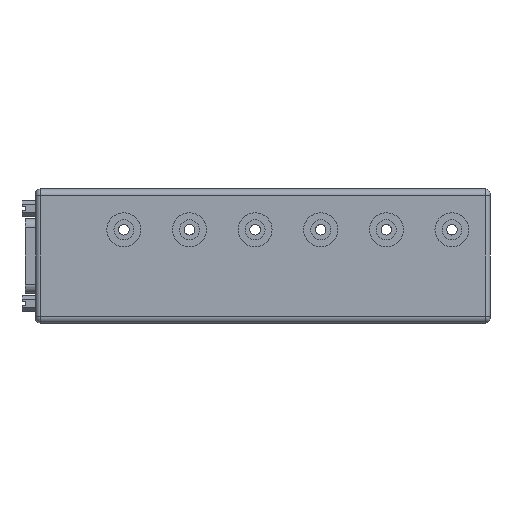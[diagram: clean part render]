
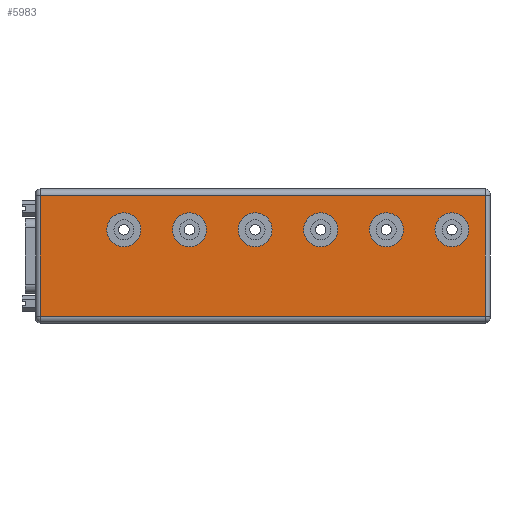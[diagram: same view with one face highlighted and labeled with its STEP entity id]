
A CAD part, front view. The second image highlights one B-rep face of the part: STEP entity #5983.
In plain terms, the highlighted planar face has unit normal (0, -1, 0).
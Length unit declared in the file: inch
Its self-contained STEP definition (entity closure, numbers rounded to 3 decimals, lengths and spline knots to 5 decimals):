
#26 = EDGE_CURVE ( 'NONE', #8159, #2790, #7494, .T. ) ;
#35 = DIRECTION ( 'NONE',  ( -1., 0., 0. ) ) ;
#45 = ORIENTED_EDGE ( 'NONE', *, *, #3567, .F. ) ;
#138 = DIRECTION ( 'NONE',  ( 0., -1., 0. ) ) ;
#225 = VERTEX_POINT ( 'NONE', #8213 ) ;
#230 = DIRECTION ( 'NONE',  ( 0., 0., 1. ) ) ;
#238 = CARTESIAN_POINT ( 'NONE',  ( 5.747, 0., -0.7975 ) ) ;
#306 = DIRECTION ( 'NONE',  ( 0., 0., 1. ) ) ;
#327 = ORIENTED_EDGE ( 'NONE', *, *, #1016, .F. ) ;
#370 = DIRECTION ( 'NONE',  ( 0., -1., 0. ) ) ;
#391 = DIRECTION ( 'NONE',  ( 0., -1., 0. ) ) ;
#404 = CIRCLE ( 'NONE', #8056, 0.2345 ) ;
#526 = LINE ( 'NONE', #2893, #6100 ) ;
#605 = DIRECTION ( 'NONE',  ( 0., 0., 1. ) ) ;
#637 = EDGE_CURVE ( 'NONE', #7443, #6078, #2884, .T. ) ;
#662 = DIRECTION ( 'NONE',  ( 0., -1., 0. ) ) ;
#721 = AXIS2_PLACEMENT_3D ( 'NONE', #5608, #1229, #6331 ) ;
#877 = VECTOR ( 'NONE', #35, 39.37008 ) ;
#948 = VERTEX_POINT ( 'NONE', #238 ) ;
#1016 = EDGE_CURVE ( 'NONE', #3673, #948, #2879, .T. ) ;
#1079 = CIRCLE ( 'NONE', #3327, 0.2345 ) ;
#1115 = CIRCLE ( 'NONE', #2243, 0.2345 ) ;
#1161 = ORIENTED_EDGE ( 'NONE', *, *, #1256, .T. ) ;
#1229 = DIRECTION ( 'NONE',  ( 0., -1., 0. ) ) ;
#1256 = EDGE_CURVE ( 'NONE', #8553, #3738, #4733, .T. ) ;
#1264 = CARTESIAN_POINT ( 'NONE',  ( 0.0625, 0., -0.09 ) ) ;
#1340 = CIRCLE ( 'NONE', #3225, 0.2345 ) ;
#1365 = ORIENTED_EDGE ( 'NONE', *, *, #3142, .F. ) ;
#1371 = AXIS2_PLACEMENT_3D ( 'NONE', #9314, #4985, #605 ) ;
#1448 = CARTESIAN_POINT ( 'NONE',  ( 4.841, 0., -0.7975 ) ) ;
#1502 = CARTESIAN_POINT ( 'NONE',  ( 6.272, 0., -1.76 ) ) ;
#1566 = DIRECTION ( 'NONE',  ( 0., 1., 0. ) ) ;
#1655 = CARTESIAN_POINT ( 'NONE',  ( 4.841, 0., -0.3285 ) ) ;
#1771 = EDGE_LOOP ( 'NONE', ( #2814, #45 ) ) ;
#1833 = AXIS2_PLACEMENT_3D ( 'NONE', #9008, #4671, #306 ) ;
#1912 = ORIENTED_EDGE ( 'NONE', *, *, #8384, .T. ) ;
#2093 = EDGE_CURVE ( 'NONE', #3533, #225, #3957, .T. ) ;
#2104 = FACE_BOUND ( 'NONE', #4251, .T. ) ;
#2182 = DIRECTION ( 'NONE',  ( 0., -1., 0. ) ) ;
#2232 = CARTESIAN_POINT ( 'NONE',  ( 0.0625, 0., -1.76 ) ) ;
#2243 = AXIS2_PLACEMENT_3D ( 'NONE', #7972, #3634, #8702 ) ;
#2306 = PLANE ( 'NONE',  #4177 ) ;
#2349 = DIRECTION ( 'NONE',  ( 0., -1., 0. ) ) ;
#2522 = EDGE_LOOP ( 'NONE', ( #327, #6297 ) ) ;
#2550 = ORIENTED_EDGE ( 'NONE', *, *, #7356, .F. ) ;
#2552 = VECTOR ( 'NONE', #3275, 39.37008 ) ;
#2605 = EDGE_CURVE ( 'NONE', #6759, #9345, #6457, .T. ) ;
#2790 = VERTEX_POINT ( 'NONE', #4696 ) ;
#2808 = CARTESIAN_POINT ( 'NONE',  ( 3.029, 0., -0.7975 ) ) ;
#2814 = ORIENTED_EDGE ( 'NONE', *, *, #3527, .F. ) ;
#2815 = LINE ( 'NONE', #1502, #877 ) ;
#2879 = CIRCLE ( 'NONE', #1833, 0.2345 ) ;
#2884 = CIRCLE ( 'NONE', #6290, 0.2345 ) ;
#2893 = CARTESIAN_POINT ( 'NONE',  ( 6.2095, 0., -0.09 ) ) ;
#2931 = ORIENTED_EDGE ( 'NONE', *, *, #5540, .T. ) ;
#3056 = DIRECTION ( 'NONE',  ( 0., 0., 1. ) ) ;
#3105 = CARTESIAN_POINT ( 'NONE',  ( 0.0625, 0., -0.09 ) ) ;
#3142 = EDGE_CURVE ( 'NONE', #2790, #8159, #404, .T. ) ;
#3225 = AXIS2_PLACEMENT_3D ( 'NONE', #6577, #2182, #7298 ) ;
#3275 = DIRECTION ( 'NONE',  ( -1., 0., 0. ) ) ;
#3297 = DIRECTION ( 'NONE',  ( 0., 0., 1. ) ) ;
#3327 = AXIS2_PLACEMENT_3D ( 'NONE', #5036, #662, #5768 ) ;
#3330 = CARTESIAN_POINT ( 'NONE',  ( 3.935, 0., -0.7975 ) ) ;
#3415 = AXIS2_PLACEMENT_3D ( 'NONE', #4002, #370, #3297 ) ;
#3416 = CIRCLE ( 'NONE', #721, 0.2345 ) ;
#3527 = EDGE_CURVE ( 'NONE', #6574, #7773, #8234, .T. ) ;
#3533 = VERTEX_POINT ( 'NONE', #7859 ) ;
#3567 = EDGE_CURVE ( 'NONE', #7773, #6574, #1079, .T. ) ;
#3634 = DIRECTION ( 'NONE',  ( 0., -1., 0. ) ) ;
#3673 = VERTEX_POINT ( 'NONE', #5146 ) ;
#3738 = VERTEX_POINT ( 'NONE', #3105 ) ;
#3820 = FACE_BOUND ( 'NONE', #2522, .T. ) ;
#3923 = DIRECTION ( 'NONE',  ( 0., -1., 0. ) ) ;
#3957 = CIRCLE ( 'NONE', #5255, 0.2345 ) ;
#4002 = CARTESIAN_POINT ( 'NONE',  ( 1.217, 0., -0.563 ) ) ;
#4070 = FACE_BOUND ( 'NONE', #9022, .T. ) ;
#4177 = AXIS2_PLACEMENT_3D ( 'NONE', #5957, #1566, #3056 ) ;
#4198 = CARTESIAN_POINT ( 'NONE',  ( 6.2095, 0., -1.76 ) ) ;
#4251 = EDGE_LOOP ( 'NONE', ( #7213, #6470 ) ) ;
#4506 = CARTESIAN_POINT ( 'NONE',  ( 3.029, 0., -0.563 ) ) ;
#4590 = EDGE_LOOP ( 'NONE', ( #8506, #5482 ) ) ;
#4591 = DIRECTION ( 'NONE',  ( 0., -1., 0. ) ) ;
#4605 = EDGE_CURVE ( 'NONE', #9345, #6759, #3416, .T. ) ;
#4671 = DIRECTION ( 'NONE',  ( 0., -1., 0. ) ) ;
#4696 = CARTESIAN_POINT ( 'NONE',  ( 1.217, 0., -0.3285 ) ) ;
#4733 = LINE ( 'NONE', #6918, #2552 ) ;
#4743 = VERTEX_POINT ( 'NONE', #4198 ) ;
#4761 = CARTESIAN_POINT ( 'NONE',  ( 2.123, 0., -0.563 ) ) ;
#4912 = CIRCLE ( 'NONE', #6530, 0.2345 ) ;
#4985 = DIRECTION ( 'NONE',  ( 0., -1., 0. ) ) ;
#5036 = CARTESIAN_POINT ( 'NONE',  ( 4.841, 0., -0.563 ) ) ;
#5146 = CARTESIAN_POINT ( 'NONE',  ( 5.747, 0., -0.3285 ) ) ;
#5170 = CARTESIAN_POINT ( 'NONE',  ( 6.2095, 0., -0.09 ) ) ;
#5236 = DIRECTION ( 'NONE',  ( 0., 0., 1. ) ) ;
#5255 = AXIS2_PLACEMENT_3D ( 'NONE', #4761, #391, #5499 ) ;
#5482 = ORIENTED_EDGE ( 'NONE', *, *, #4605, .F. ) ;
#5499 = DIRECTION ( 'NONE',  ( 0., 0., 1. ) ) ;
#5540 = EDGE_CURVE ( 'NONE', #4743, #8553, #526, .T. ) ;
#5608 = CARTESIAN_POINT ( 'NONE',  ( 3.029, 0., -0.563 ) ) ;
#5760 = FACE_BOUND ( 'NONE', #1771, .T. ) ;
#5768 = DIRECTION ( 'NONE',  ( 0., 0., 1. ) ) ;
#5803 = DIRECTION ( 'NONE',  ( 0., 0., 1. ) ) ;
#5957 = CARTESIAN_POINT ( 'NONE',  ( 6.272, 0., -0.09 ) ) ;
#5983 = ADVANCED_FACE ( 'NONE', ( #5992, #7694, #4070, #7913, #2104, #5760, #3820 ), #2306, .F. ) ;
#5992 = FACE_OUTER_BOUND ( 'NONE', #7146, .T. ) ;
#6078 = VERTEX_POINT ( 'NONE', #6080 ) ;
#6080 = CARTESIAN_POINT ( 'NONE',  ( 3.935, 0., -0.3285 ) ) ;
#6100 = VECTOR ( 'NONE', #5803, 39.37008 ) ;
#6290 = AXIS2_PLACEMENT_3D ( 'NONE', #6738, #2349, #7455 ) ;
#6297 = ORIENTED_EDGE ( 'NONE', *, *, #7765, .F. ) ;
#6331 = DIRECTION ( 'NONE',  ( 0., 0., 1. ) ) ;
#6335 = VECTOR ( 'NONE', #7818, 39.37008 ) ;
#6420 = ORIENTED_EDGE ( 'NONE', *, *, #2093, .F. ) ;
#6457 = CIRCLE ( 'NONE', #6676, 0.2345 ) ;
#6470 = ORIENTED_EDGE ( 'NONE', *, *, #637, .F. ) ;
#6530 = AXIS2_PLACEMENT_3D ( 'NONE', #8269, #3923, #9007 ) ;
#6574 = VERTEX_POINT ( 'NONE', #1655 ) ;
#6577 = CARTESIAN_POINT ( 'NONE',  ( 3.935, 0., -0.563 ) ) ;
#6676 = AXIS2_PLACEMENT_3D ( 'NONE', #4506, #138, #5236 ) ;
#6738 = CARTESIAN_POINT ( 'NONE',  ( 3.935, 0., -0.563 ) ) ;
#6759 = VERTEX_POINT ( 'NONE', #8479 ) ;
#6918 = CARTESIAN_POINT ( 'NONE',  ( 6.272, 0., -0.09 ) ) ;
#6959 = EDGE_LOOP ( 'NONE', ( #1365, #8586 ) ) ;
#7146 = EDGE_LOOP ( 'NONE', ( #9045, #2931, #1161, #1912 ) ) ;
#7213 = ORIENTED_EDGE ( 'NONE', *, *, #7777, .F. ) ;
#7298 = DIRECTION ( 'NONE',  ( 0., 0., 1. ) ) ;
#7356 = EDGE_CURVE ( 'NONE', #225, #3533, #4912, .T. ) ;
#7443 = VERTEX_POINT ( 'NONE', #3330 ) ;
#7455 = DIRECTION ( 'NONE',  ( 0., 0., 1. ) ) ;
#7494 = CIRCLE ( 'NONE', #3415, 0.2345 ) ;
#7694 = FACE_BOUND ( 'NONE', #6959, .T. ) ;
#7765 = EDGE_CURVE ( 'NONE', #948, #3673, #1115, .T. ) ;
#7773 = VERTEX_POINT ( 'NONE', #1448 ) ;
#7777 = EDGE_CURVE ( 'NONE', #6078, #7443, #1340, .T. ) ;
#7818 = DIRECTION ( 'NONE',  ( 0., 0., -1. ) ) ;
#7831 = EDGE_CURVE ( 'NONE', #4743, #8858, #2815, .T. ) ;
#7859 = CARTESIAN_POINT ( 'NONE',  ( 2.123, 0., -0.7975 ) ) ;
#7913 = FACE_BOUND ( 'NONE', #4590, .T. ) ;
#7972 = CARTESIAN_POINT ( 'NONE',  ( 5.747, 0., -0.563 ) ) ;
#8056 = AXIS2_PLACEMENT_3D ( 'NONE', #8943, #4591, #230 ) ;
#8159 = VERTEX_POINT ( 'NONE', #9089 ) ;
#8213 = CARTESIAN_POINT ( 'NONE',  ( 2.123, 0., -0.3285 ) ) ;
#8223 = LINE ( 'NONE', #1264, #6335 ) ;
#8234 = CIRCLE ( 'NONE', #1371, 0.2345 ) ;
#8269 = CARTESIAN_POINT ( 'NONE',  ( 2.123, 0., -0.563 ) ) ;
#8384 = EDGE_CURVE ( 'NONE', #3738, #8858, #8223, .T. ) ;
#8479 = CARTESIAN_POINT ( 'NONE',  ( 3.029, 0., -0.3285 ) ) ;
#8506 = ORIENTED_EDGE ( 'NONE', *, *, #2605, .F. ) ;
#8553 = VERTEX_POINT ( 'NONE', #5170 ) ;
#8586 = ORIENTED_EDGE ( 'NONE', *, *, #26, .F. ) ;
#8702 = DIRECTION ( 'NONE',  ( 0., 0., 1. ) ) ;
#8858 = VERTEX_POINT ( 'NONE', #2232 ) ;
#8943 = CARTESIAN_POINT ( 'NONE',  ( 1.217, 0., -0.563 ) ) ;
#9007 = DIRECTION ( 'NONE',  ( 0., 0., 1. ) ) ;
#9008 = CARTESIAN_POINT ( 'NONE',  ( 5.747, 0., -0.563 ) ) ;
#9022 = EDGE_LOOP ( 'NONE', ( #2550, #6420 ) ) ;
#9045 = ORIENTED_EDGE ( 'NONE', *, *, #7831, .F. ) ;
#9089 = CARTESIAN_POINT ( 'NONE',  ( 1.217, 0., -0.7975 ) ) ;
#9314 = CARTESIAN_POINT ( 'NONE',  ( 4.841, 0., -0.563 ) ) ;
#9345 = VERTEX_POINT ( 'NONE', #2808 ) ;
